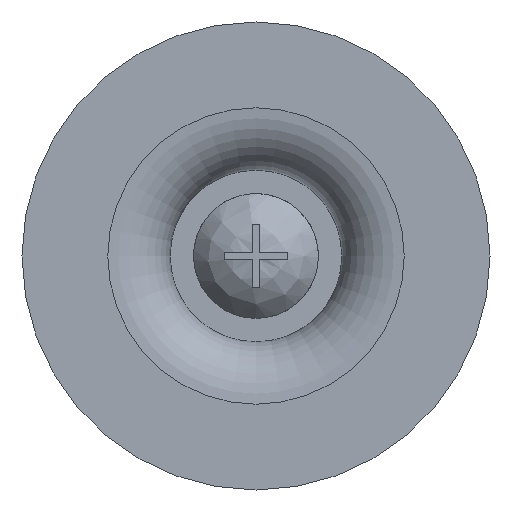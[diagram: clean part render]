
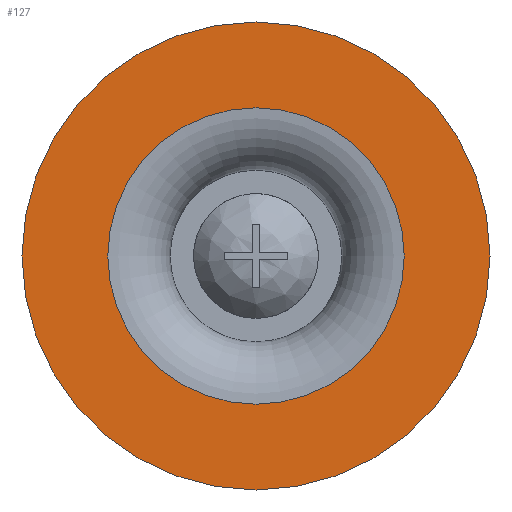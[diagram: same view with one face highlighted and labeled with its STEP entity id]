
A CAD part, front view. The second image highlights one B-rep face of the part: STEP entity #127.
In plain terms, the highlighted planar face has unit normal (0, -1, 0).
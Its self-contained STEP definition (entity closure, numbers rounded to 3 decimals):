
#127 = ADVANCED_FACE( '', ( #272, #273 ), #274, .F. );
#272 = FACE_BOUND( '', #461, .T. );
#273 = FACE_OUTER_BOUND( '', #462, .T. );
#274 = PLANE( '', #463 );
#461 = EDGE_LOOP( '', ( #748 ) );
#462 = EDGE_LOOP( '', ( #749 ) );
#463 = AXIS2_PLACEMENT_3D( '', #750, #751, #752 );
#748 = ORIENTED_EDGE( '', *, *, #922, .F. );
#749 = ORIENTED_EDGE( '', *, *, #910, .T. );
#750 = CARTESIAN_POINT( '', ( 15., 0., 0. ) );
#751 = DIRECTION( '', ( 0., 1., 0. ) );
#752 = DIRECTION( '', ( 0., 0., 1. ) );
#910 = EDGE_CURVE( '', #1073, #1073, #1074, .T. );
#922 = EDGE_CURVE( '', #1094, #1094, #1095, .T. );
#1073 = VERTEX_POINT( '', #1324 );
#1074 = CIRCLE( '', #1325, 15. );
#1094 = VERTEX_POINT( '', #1363 );
#1095 = CIRCLE( '', #1364, 9.5 );
#1324 = CARTESIAN_POINT( '', ( 0., 0., -15. ) );
#1325 = AXIS2_PLACEMENT_3D( '', #1620, #1621, #1622 );
#1363 = CARTESIAN_POINT( '', ( 0., 0., -9.5 ) );
#1364 = AXIS2_PLACEMENT_3D( '', #1631, #1632, #1633 );
#1620 = CARTESIAN_POINT( '', ( 0., 0., 0. ) );
#1621 = DIRECTION( '', ( 0., -1., 0. ) );
#1622 = DIRECTION( '', ( 0., 0., -1. ) );
#1631 = CARTESIAN_POINT( '', ( 0., 0., 0. ) );
#1632 = DIRECTION( '', ( 0., -1., 0. ) );
#1633 = DIRECTION( '', ( 0., 0., -1. ) );
